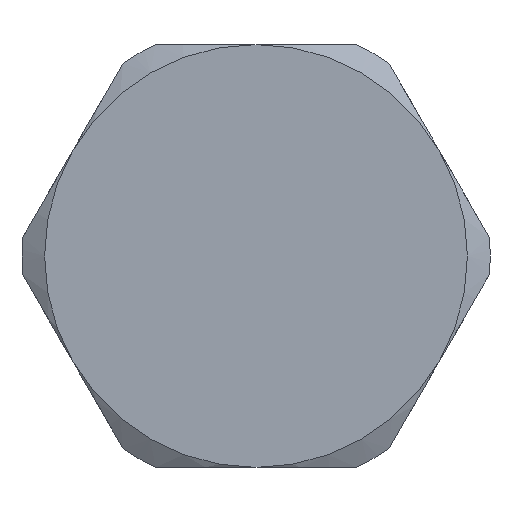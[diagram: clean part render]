
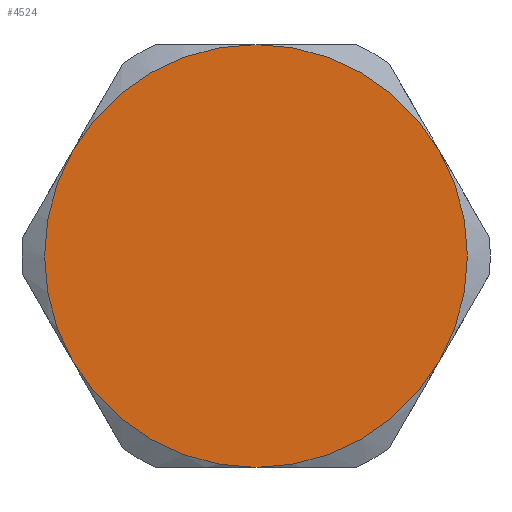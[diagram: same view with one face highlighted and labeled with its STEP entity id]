
A CAD part, left-side view. The second image highlights one B-rep face of the part: STEP entity #4524.
In plain terms, the highlighted planar face has unit normal (-1, 0, 0).
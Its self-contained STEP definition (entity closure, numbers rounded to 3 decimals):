
#10 = CARTESIAN_POINT ( 'NONE',  ( -23.172, -8.221, -5.555 ) ) ;
#11 = DIRECTION ( 'NONE',  ( 1., 0., 0. ) ) ;
#133 = VERTEX_POINT ( 'NONE', #10 ) ;
#221 = EDGE_CURVE ( 'NONE', #4825, #3140, #3872, .T. ) ;
#307 = CIRCLE ( 'NONE', #1894, 11.11 ) ;
#329 = EDGE_CURVE ( 'NONE', #4971, #1667, #307, .T. ) ;
#461 = CARTESIAN_POINT ( 'NONE',  ( -23.172, 1.4, 0. ) ) ;
#490 = EDGE_LOOP ( 'NONE', ( #1651, #6052, #6020, #1544, #4945, #1611 ) ) ;
#536 = DIRECTION ( 'NONE',  ( 0., 0., 1. ) ) ;
#611 = CIRCLE ( 'NONE', #2122, 11.11 ) ;
#772 = DIRECTION ( 'NONE',  ( 0., 0., 1. ) ) ;
#892 = AXIS2_PLACEMENT_3D ( 'NONE', #2920, #11, #5289 ) ;
#1001 = CARTESIAN_POINT ( 'NONE',  ( -23.172, 11.022, 5.555 ) ) ;
#1099 = DIRECTION ( 'NONE',  ( -1., 0., 0. ) ) ;
#1147 = CIRCLE ( 'NONE', #3067, 11.11 ) ;
#1304 = DIRECTION ( 'NONE',  ( 0., 0., 1. ) ) ;
#1410 = DIRECTION ( 'NONE',  ( 0., 0., 1. ) ) ;
#1544 = ORIENTED_EDGE ( 'NONE', *, *, #329, .T. ) ;
#1611 = ORIENTED_EDGE ( 'NONE', *, *, #221, .T. ) ;
#1651 = ORIENTED_EDGE ( 'NONE', *, *, #6014, .T. ) ;
#1667 = VERTEX_POINT ( 'NONE', #4286 ) ;
#1894 = AXIS2_PLACEMENT_3D ( 'NONE', #4895, #1099, #3554 ) ;
#1950 = CARTESIAN_POINT ( 'NONE',  ( -23.172, 1.4, -11.11 ) ) ;
#2029 = EDGE_CURVE ( 'NONE', #4112, #133, #3675, .T. ) ;
#2122 = AXIS2_PLACEMENT_3D ( 'NONE', #5479, #3605, #772 ) ;
#2248 = DIRECTION ( 'NONE',  ( -1., 0., 0. ) ) ;
#2325 = DIRECTION ( 'NONE',  ( -1., 0., 0. ) ) ;
#2469 = FACE_OUTER_BOUND ( 'NONE', #490, .T. ) ;
#2920 = CARTESIAN_POINT ( 'NONE',  ( -23.172, 14.229, 0. ) ) ;
#3067 = AXIS2_PLACEMENT_3D ( 'NONE', #4120, #2248, #1304 ) ;
#3140 = VERTEX_POINT ( 'NONE', #5949 ) ;
#3269 = EDGE_CURVE ( 'NONE', #1667, #4825, #1147, .T. ) ;
#3410 = CARTESIAN_POINT ( 'NONE',  ( -23.172, 1.4, 0. ) ) ;
#3554 = DIRECTION ( 'NONE',  ( 0., 0., 1. ) ) ;
#3605 = DIRECTION ( 'NONE',  ( -1., 0., 0. ) ) ;
#3675 = CIRCLE ( 'NONE', #4728, 11.11 ) ;
#3797 = PLANE ( 'NONE',  #892 ) ;
#3872 = CIRCLE ( 'NONE', #5810, 11.11 ) ;
#4112 = VERTEX_POINT ( 'NONE', #1950 ) ;
#4120 = CARTESIAN_POINT ( 'NONE',  ( -23.172, 1.4, 0. ) ) ;
#4286 = CARTESIAN_POINT ( 'NONE',  ( -23.172, 1.4, 11.11 ) ) ;
#4524 = ADVANCED_FACE ( 'NONE', ( #2469 ), #3797, .F. ) ;
#4728 = AXIS2_PLACEMENT_3D ( 'NONE', #461, #2325, #1410 ) ;
#4825 = VERTEX_POINT ( 'NONE', #1001 ) ;
#4834 = DIRECTION ( 'NONE',  ( -1., 0., 0. ) ) ;
#4895 = CARTESIAN_POINT ( 'NONE',  ( -23.172, 1.4, 0. ) ) ;
#4945 = ORIENTED_EDGE ( 'NONE', *, *, #3269, .T. ) ;
#4956 = CARTESIAN_POINT ( 'NONE',  ( -23.172, -8.221, 5.555 ) ) ;
#4971 = VERTEX_POINT ( 'NONE', #4956 ) ;
#5164 = CARTESIAN_POINT ( 'NONE',  ( -23.172, 1.4, 0. ) ) ;
#5289 = DIRECTION ( 'NONE',  ( 0., 0., -1. ) ) ;
#5479 = CARTESIAN_POINT ( 'NONE',  ( -23.172, 1.4, 0. ) ) ;
#5576 = DIRECTION ( 'NONE',  ( 0., 0., 1. ) ) ;
#5597 = DIRECTION ( 'NONE',  ( -1., 0., 0. ) ) ;
#5677 = AXIS2_PLACEMENT_3D ( 'NONE', #5164, #5597, #5576 ) ;
#5810 = AXIS2_PLACEMENT_3D ( 'NONE', #3410, #4834, #536 ) ;
#5949 = CARTESIAN_POINT ( 'NONE',  ( -23.172, 11.022, -5.555 ) ) ;
#5956 = EDGE_CURVE ( 'NONE', #133, #4971, #611, .T. ) ;
#6014 = EDGE_CURVE ( 'NONE', #3140, #4112, #6081, .T. ) ;
#6020 = ORIENTED_EDGE ( 'NONE', *, *, #5956, .T. ) ;
#6052 = ORIENTED_EDGE ( 'NONE', *, *, #2029, .T. ) ;
#6081 = CIRCLE ( 'NONE', #5677, 11.11 ) ;
